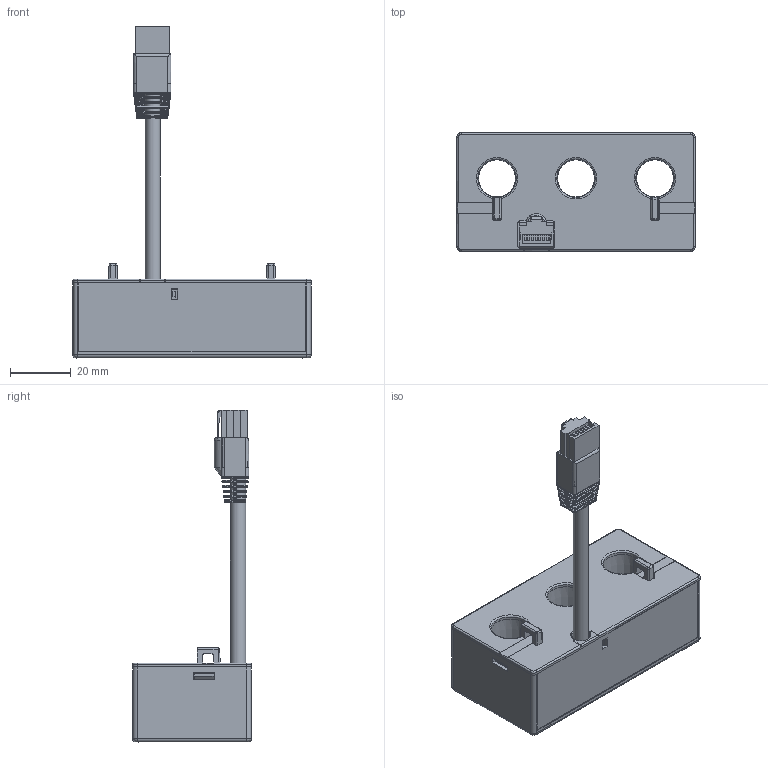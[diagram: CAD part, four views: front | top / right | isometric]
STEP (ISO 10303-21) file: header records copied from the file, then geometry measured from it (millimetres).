
FILE_DESCRIPTION(/* description */ (''),/* implementation_level */ '2;1');
FILE_NAME(/* name */ 'FILE_STP_CAD_DRAWING_3D_EXS3080_EXS3125_prt.stp',/* time_stamp */ '2022-02-03T14:53:48+01:00',/* author */ (''),/* organization */ (''),/* preprocessor_version */ 'ST-DEVELOPER v16.7',/* originating_system */ 'SIEMENS PLM Software NX 12.0',/* authorisation */ '');
FILE_SCHEMA (('AUTOMOTIVE_DESIGN { 1 0 10303 214 3 1 1 1 }'));
Length unit declared in the file: millimetre
Products named in the file (1): 3D_EXS3080_EXS3125
Bounding box: 78.4 x 39 x 109.29 mm (x, y, z)
Surface area: 20545 mm2 (no closed solid volume)
Topology: 0 solids, 13 shells, 370 faces, 1286 edges, 898 vertices
Faces by surface type: plane 168, cylinder 96, bspline 70, torus 19, cone 11, sphere 6
Full cylindrical faces by diameter (mm): 5 x1
Entity records: 20349 total; most frequent: CARTESIAN_POINT 10079, ORIENTED_EDGE 2135, DIRECTION 1863, EDGE_CURVE 1261, VERTEX_POINT 893, LINE 667, VECTOR 667, AXIS2_PLACEMENT_3D 598
